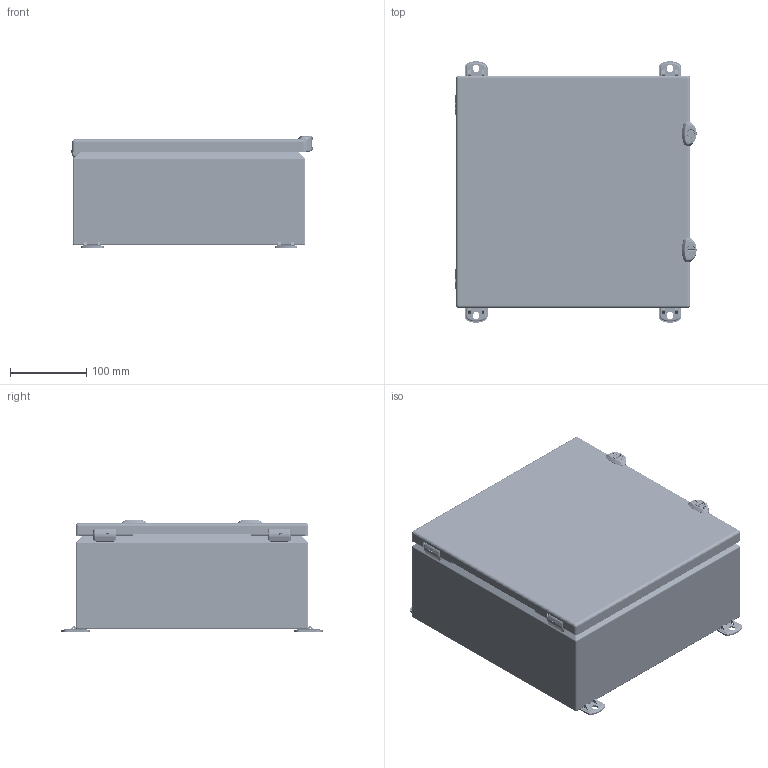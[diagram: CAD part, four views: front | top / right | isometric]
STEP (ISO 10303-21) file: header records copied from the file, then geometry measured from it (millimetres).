
FILE_DESCRIPTION(/* description */ ('5412ESSCH 12" x 12" x 5" Assembly'),/* implementation_level */ '2;1');
FILE_NAME(/* name */ '5412ESSCH121205.stp',/* time_stamp */ '2025-06-12T22:46:24-04:00',/* author */ ('BoxCad'),/* organization */ (''),/* preprocessor_version */ 'ST-DEVELOPER v20',/* originating_system */ 'Autodesk Inventor 2024',/* authorisation */ '');
FILE_SCHEMA (('AUTOMOTIVE_DESIGN { 1 0 10303 214 3 1 1 }'));
Products named in the file (35): 5412ESSCH121205; 5412ESSCH121205B; 5412ESSCH121205B-P; STK-Q-08500; RIVET_NUT_SS_M6_FH_CE; 880SP1212G; 880SP1212G-P; 5412ESSCH121205AK; STK-Q-03200; 5412ESSCH121205MF_AK; 885ESSCHMF-FEET; STK-Q-03075; 5412ESSCH121205C; 5412ESSCH121205C-P; 5412ESSCH121205G; STK-A-33038-1; STK-A-33038-2; STK-Q-33038-B; STK-Q-33033-S; STANDOFF_SS_M6 x 10mm; STK-S-00100; STK-A-880SCQ3MS-1; STK-A-880SCQ3MS-2; STK-Q-79961-A; STK-Q-79961-B; STK-Q-70820; STK-A-08126-3; STK-Q-08110_3; STK-A-08126-4; STK-Q-10258; STK-Q-10258-A; STK-Q-10258-B; STK-Q-08110_4; STK-Q-08110-A-1; STK-Q-08110-B
Assembly tree (58 placements, depth 4):
  5412ESSCH121205
    5412ESSCH121205B
      5412ESSCH121205B-P
      STK-Q-08500  x4
      STANDOFF_SS_M6 x 10mm
      RIVET_NUT_SS_M6_FH_CE  x4
    880SP1212G
      880SP1212G-P
    5412ESSCH121205AK
      STK-Q-03200  x4
    5412ESSCH121205MF_AK
      885ESSCHMF-FEET  x4
      STK-Q-03075  x4
    5412ESSCH121205C
      5412ESSCH121205C-P
      5412ESSCH121205G
      STK-A-33038-1
        STK-Q-33038-B
        STK-Q-33033-S
      STK-A-33038-2
        STK-Q-33038-B
        STK-Q-33033-S
      STANDOFF_SS_M6 x 10mm
      STK-S-00100
      STK-A-880SCQ3MS-1
        STK-Q-79961-A
        STK-Q-79961-B
        STK-Q-70820
      STK-A-880SCQ3MS-2
        STK-Q-79961-A
        STK-Q-79961-B
        STK-Q-70820
    STK-A-08126-3
      STK-Q-10258
        STK-Q-10258-A
        STK-Q-10258-B
      STK-Q-08110_3
        STK-Q-08110-A-1
        STK-Q-08110-B
    STK-A-08126-4
      STK-Q-10258
        STK-Q-10258-A
        STK-Q-10258-B
      STK-Q-08110_4
        STK-Q-08110-A-1
        STK-Q-08110-B
Bounding box: 315.99 x 342.8 x 146.18 mm (x, y, z)
Volume: 702905.5 mm3; surface area: 980308.2 mm2
Topology: 47 solids, 47 shells, 7453 faces, 18962 edges, 11614 vertices
Faces by surface type: plane 3549, cylinder 1558, bspline 1470, torus 522, cone 188, sphere 166
Full cylindrical faces by diameter (mm): 0.762 x6, 0.9 x6, 3 x2, 3.175 x2, 4 x2, 4.2 x2, 4.4 x6, 4.9 x14, 5 x8, 5.1 x32, 5.537 x2, 5.9 x68, 6 x4, 6.1 x6, 7.62 x2, 8.128 x4, 8.382 x2, 10 x6, 10.465 x2, 10.7 x2, 12.7 x4, 13 x4
Entity records: 112082 total; most frequent: CARTESIAN_POINT 39240, ORIENTED_EDGE 15724, DIRECTION 13510, EDGE_CURVE 7862, VERTEX_POINT 4864, AXIS2_PLACEMENT_3D 4547, LINE 4416, VECTOR 4416
